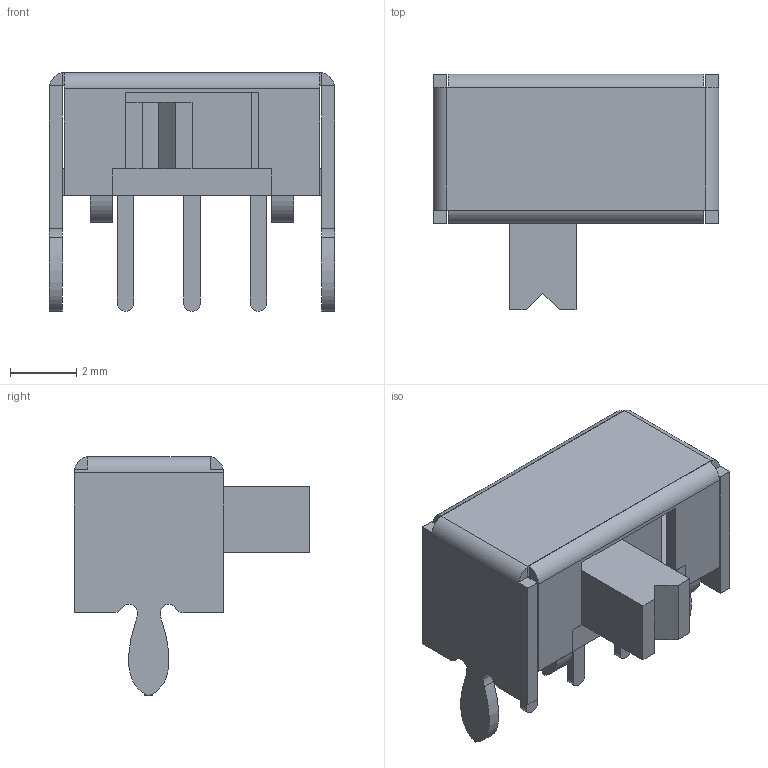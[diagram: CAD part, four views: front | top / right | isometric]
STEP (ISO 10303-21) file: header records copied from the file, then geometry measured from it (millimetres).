
FILE_DESCRIPTION(/* description */ (''),/* implementation_level */ '2;1');
FILE_NAME(/* name */ 'P7H0-SW1-SW-TH_SK12D07VG5.step',/* time_stamp */ '2025-08-05T12:57:05+08:00',/* author */ (''),/* organization */ (''),/* preprocessor_version */ 'ST-DEVELOPER v20.1',/* originating_system */ 'Autodesk Translation Framework v14.10.0.0',/* authorisation */ '');
FILE_SCHEMA (('AUTOMOTIVE_DESIGN { 1 0 10303 214 3 1 1 }'));
Length unit declared in the file: millimetre
Products named in the file (2): P7H0-SW1-SW-TH_SK12D07VG5; COMPOUND
Assembly tree (1 placements, depth 2):
  P7H0-SW1-SW-TH_SK12D07VG5
    COMPOUND
Bounding box: 8.6 x 7.1 x 7.19 mm (x, y, z)
Volume: 110.9 mm3; surface area: 473.1 mm2
Topology: 28 solids, 28 shells, 431 faces, 1104 edges, 736 vertices
Faces by surface type: plane 286, bspline 124, cylinder 21
Entity records: 14811 total; most frequent: CARTESIAN_POINT 4414, ORIENTED_EDGE 2208, DIRECTION 1690, EDGE_CURVE 1104, LINE 810, VECTOR 810, VERTEX_POINT 736, EDGE_LOOP 450
